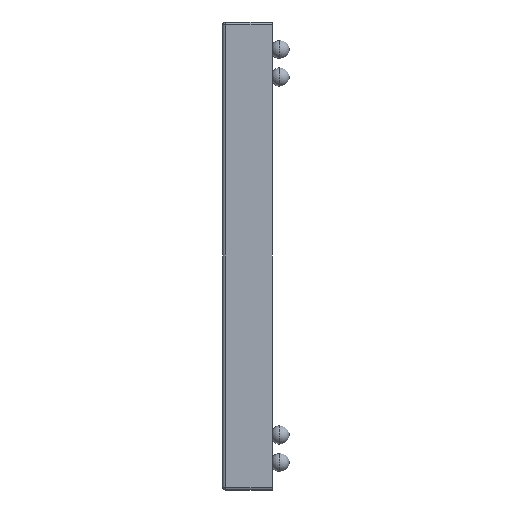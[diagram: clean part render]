
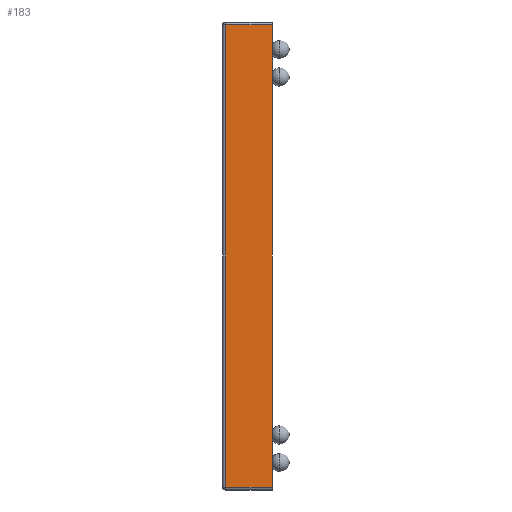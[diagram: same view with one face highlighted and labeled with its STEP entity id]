
A CAD part, left-side view. The second image highlights one B-rep face of the part: STEP entity #183.
In plain terms, the highlighted planar face has unit normal (-1, 0, 0).
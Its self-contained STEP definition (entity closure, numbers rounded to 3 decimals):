
#183 = ADVANCED_FACE ( 'NONE', ( #917 ), #902, .F. ) ;
#184 = EDGE_LOOP ( 'NONE', ( #185, #239, #241, #242 ) ) ;
#185 = ORIENTED_EDGE ( 'NONE', *, *, #186, .T. ) ;
#186 = EDGE_CURVE ( 'NONE', #187, #188, #952, .T. ) ;
#187 = VERTEX_POINT ( 'NONE', #948 ) ;
#188 = VERTEX_POINT ( 'NONE', #947 ) ;
#203 = VERTEX_POINT ( 'NONE', #1008 ) ;
#205 = EDGE_CURVE ( 'NONE', #206, #203, #1007, .T. ) ;
#206 = VERTEX_POINT ( 'NONE', #1003 ) ;
#239 = ORIENTED_EDGE ( 'NONE', *, *, #240, .T. ) ;
#240 = EDGE_CURVE ( 'NONE', #188, #206, #1144, .T. ) ;
#241 = ORIENTED_EDGE ( 'NONE', *, *, #205, .T. ) ;
#242 = ORIENTED_EDGE ( 'NONE', *, *, #243, .T. ) ;
#243 = EDGE_CURVE ( 'NONE', #203, #187, #1140, .T. ) ;
#899 = DIRECTION ( 'NONE',  ( 1., 0., 0. ) ) ;
#900 = CARTESIAN_POINT ( 'NONE',  ( -8.5, 1.8, 8.5 ) ) ;
#901 = AXIS2_PLACEMENT_3D ( 'NONE', #900, #899, #953 ) ;
#902 = PLANE ( 'NONE',  #901 ) ;
#917 = FACE_OUTER_BOUND ( 'NONE', #184, .T. ) ;
#947 = CARTESIAN_POINT ( 'NONE',  ( -8.5, 1.7, -8.4 ) ) ;
#948 = CARTESIAN_POINT ( 'NONE',  ( -8.5, 1.7, 8.4 ) ) ;
#949 = DIRECTION ( 'NONE',  ( 0., 0., -1. ) ) ;
#950 = VECTOR ( 'NONE', #949, 1000. ) ;
#951 = CARTESIAN_POINT ( 'NONE',  ( -8.5, 1.7, 8.5 ) ) ;
#952 = LINE ( 'NONE', #951, #950 ) ;
#953 = DIRECTION ( 'NONE',  ( 0., 0., -1. ) ) ;
#1003 = CARTESIAN_POINT ( 'NONE',  ( -8.5, 0., -8.4 ) ) ;
#1004 = DIRECTION ( 'NONE',  ( 0., 0., 1. ) ) ;
#1005 = VECTOR ( 'NONE', #1004, 1000. ) ;
#1006 = CARTESIAN_POINT ( 'NONE',  ( -8.5, 0., 8.5 ) ) ;
#1007 = LINE ( 'NONE', #1006, #1005 ) ;
#1008 = CARTESIAN_POINT ( 'NONE',  ( -8.5, 0., 8.4 ) ) ;
#1136 = DIRECTION ( 'NONE',  ( 0., 1., 0. ) ) ;
#1137 = VECTOR ( 'NONE', #1136, 1000. ) ;
#1138 = CARTESIAN_POINT ( 'NONE',  ( -8.5, 1.8, 8.4 ) ) ;
#1140 = LINE ( 'NONE', #1138, #1137 ) ;
#1141 = DIRECTION ( 'NONE',  ( 0., -1., 0. ) ) ;
#1142 = VECTOR ( 'NONE', #1141, 1000. ) ;
#1143 = CARTESIAN_POINT ( 'NONE',  ( -8.5, 1.8, -8.4 ) ) ;
#1144 = LINE ( 'NONE', #1143, #1142 ) ;
